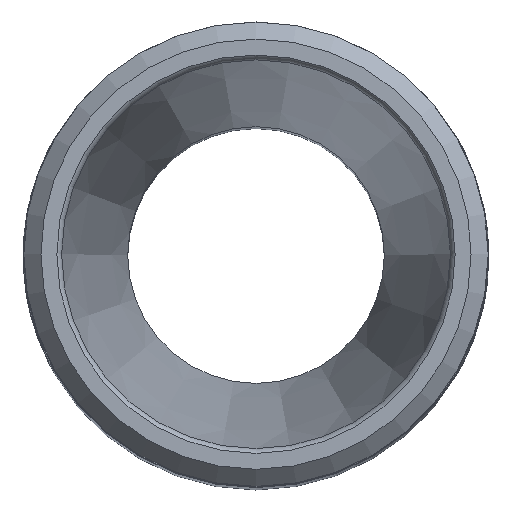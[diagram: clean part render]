
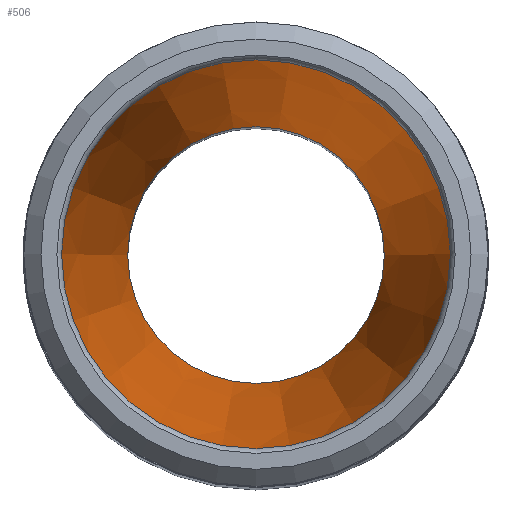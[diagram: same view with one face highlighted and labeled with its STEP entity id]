
A CAD part, top view. The second image highlights one B-rep face of the part: STEP entity #506.
In plain terms, the highlighted conical face has half-angle 8 degrees and reference radius 5.25 mm.
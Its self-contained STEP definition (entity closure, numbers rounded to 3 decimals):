
#27=CONICAL_SURFACE('',#557,5.25,0.14);
#47=CIRCLE('',#538,5.25);
#54=CIRCLE('',#558,7.954);
#115=ORIENTED_EDGE('',*,*,#160,.T.);
#116=ORIENTED_EDGE('',*,*,#149,.F.);
#149=EDGE_CURVE('',#183,#183,#47,.T.);
#160=EDGE_CURVE('',#190,#190,#54,.T.);
#183=VERTEX_POINT('',#721);
#190=VERTEX_POINT('',#752);
#251=EDGE_LOOP('',(#115));
#252=EDGE_LOOP('',(#116));
#295=FACE_BOUND('',#251,.T.);
#296=FACE_BOUND('',#252,.T.);
#506=ADVANCED_FACE('',(#295,#296),#27,.F.);
#538=AXIS2_PLACEMENT_3D('',#720,#614,#615);
#557=AXIS2_PLACEMENT_3D('',#750,#656,#657);
#558=AXIS2_PLACEMENT_3D('',#751,#658,#659);
#614=DIRECTION('',(0.,0.,1.));
#615=DIRECTION('',(1.,0.,0.));
#656=DIRECTION('',(0.,0.,1.));
#657=DIRECTION('',(-1.,0.,0.));
#658=DIRECTION('',(0.,0.,1.));
#659=DIRECTION('',(1.,0.,0.));
#720=CARTESIAN_POINT('',(0.,0.,22.433));
#721=CARTESIAN_POINT('',(5.25,0.,22.433));
#750=CARTESIAN_POINT('',(0.,0.,22.433));
#751=CARTESIAN_POINT('',(0.,0.,41.67));
#752=CARTESIAN_POINT('',(7.954,0.,41.67));
